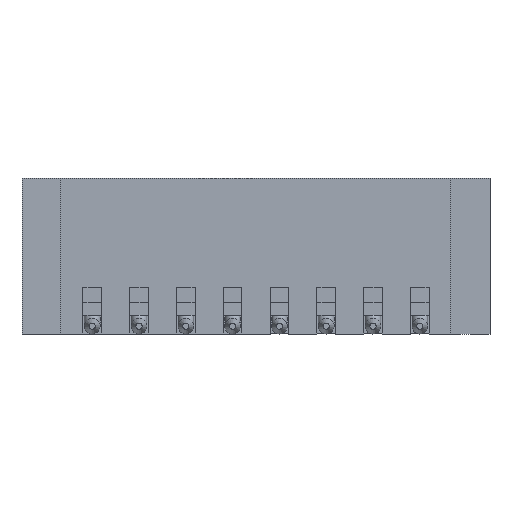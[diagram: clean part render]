
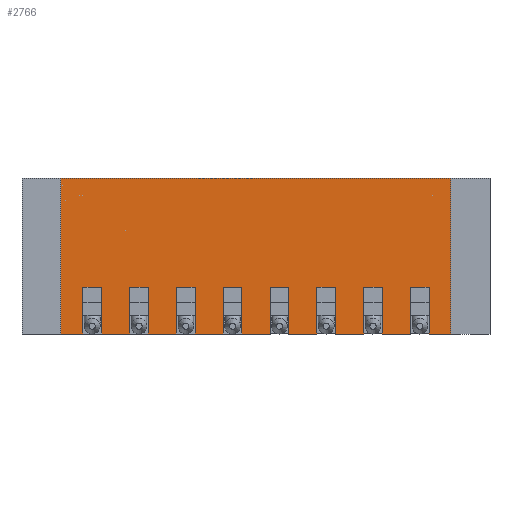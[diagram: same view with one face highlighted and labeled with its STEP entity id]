
A CAD part, front view. The second image highlights one B-rep face of the part: STEP entity #2766.
In plain terms, the highlighted planar face has unit normal (0, -1, 0).
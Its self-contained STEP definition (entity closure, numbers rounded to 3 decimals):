
#1420 = VERTEX_POINT('',#1421);
#1421 = CARTESIAN_POINT('',(6.25,-1.75,5.));
#1427 = EDGE_CURVE('',#1420,#1428,#1430,.T.);
#1428 = VERTEX_POINT('',#1429);
#1429 = CARTESIAN_POINT('',(-6.25,-1.75,5.));
#1430 = LINE('',#1431,#1432);
#1431 = CARTESIAN_POINT('',(6.25,-1.75,5.));
#1432 = VECTOR('',#1433,1.);
#1433 = DIRECTION('',(-1.,0.,0.));
#2377 = VERTEX_POINT('',#2378);
#2378 = CARTESIAN_POINT('',(6.25,-1.75,0.));
#2384 = EDGE_CURVE('',#1420,#2377,#2385,.T.);
#2385 = LINE('',#2386,#2387);
#2386 = CARTESIAN_POINT('',(6.25,-1.75,5.));
#2387 = VECTOR('',#2388,1.);
#2388 = DIRECTION('',(-0.,-0.,-1.));
#2747 = EDGE_CURVE('',#1428,#2748,#2750,.T.);
#2748 = VERTEX_POINT('',#2749);
#2749 = CARTESIAN_POINT('',(-6.25,-1.75,0.));
#2750 = LINE('',#2751,#2752);
#2751 = CARTESIAN_POINT('',(-6.25,-1.75,5.));
#2752 = VECTOR('',#2753,1.);
#2753 = DIRECTION('',(-0.,-0.,-1.));
#2766 = ADVANCED_FACE('',(#2767),#3034,.F.);
#2767 = FACE_BOUND('',#2768,.F.);
#2768 = EDGE_LOOP('',(#2769,#2770,#2771,#2779,#2787,#2795,#2803,#2811,
    #2819,#2827,#2835,#2843,#2851,#2859,#2867,#2875,#2883,#2891,#2899,
    #2907,#2915,#2923,#2931,#2939,#2947,#2955,#2963,#2971,#2979,#2987,
    #2995,#3003,#3011,#3019,#3027,#3033));
#2769 = ORIENTED_EDGE('',*,*,#1427,.F.);
#2770 = ORIENTED_EDGE('',*,*,#2384,.T.);
#2771 = ORIENTED_EDGE('',*,*,#2772,.F.);
#2772 = EDGE_CURVE('',#2773,#2377,#2775,.T.);
#2773 = VERTEX_POINT('',#2774);
#2774 = CARTESIAN_POINT('',(5.55,-1.75,0.));
#2775 = LINE('',#2776,#2777);
#2776 = CARTESIAN_POINT('',(3.125,-1.75,0.));
#2777 = VECTOR('',#2778,1.);
#2778 = DIRECTION('',(1.,0.,0.));
#2779 = ORIENTED_EDGE('',*,*,#2780,.T.);
#2780 = EDGE_CURVE('',#2773,#2781,#2783,.T.);
#2781 = VERTEX_POINT('',#2782);
#2782 = CARTESIAN_POINT('',(5.55,-1.75,1.5));
#2783 = LINE('',#2784,#2785);
#2784 = CARTESIAN_POINT('',(5.55,-1.75,3.25));
#2785 = VECTOR('',#2786,1.);
#2786 = DIRECTION('',(0.,0.,1.));
#2787 = ORIENTED_EDGE('',*,*,#2788,.T.);
#2788 = EDGE_CURVE('',#2781,#2789,#2791,.T.);
#2789 = VERTEX_POINT('',#2790);
#2790 = CARTESIAN_POINT('',(4.95,-1.75,1.5));
#2791 = LINE('',#2792,#2793);
#2792 = CARTESIAN_POINT('',(5.6,-1.75,1.5));
#2793 = VECTOR('',#2794,1.);
#2794 = DIRECTION('',(-1.,0.,0.));
#2795 = ORIENTED_EDGE('',*,*,#2796,.T.);
#2796 = EDGE_CURVE('',#2789,#2797,#2799,.T.);
#2797 = VERTEX_POINT('',#2798);
#2798 = CARTESIAN_POINT('',(4.95,-1.75,0.));
#2799 = LINE('',#2800,#2801);
#2800 = CARTESIAN_POINT('',(4.95,-1.75,2.5));
#2801 = VECTOR('',#2802,1.);
#2802 = DIRECTION('',(0.,0.,-1.));
#2803 = ORIENTED_EDGE('',*,*,#2804,.F.);
#2804 = EDGE_CURVE('',#2805,#2797,#2807,.T.);
#2805 = VERTEX_POINT('',#2806);
#2806 = CARTESIAN_POINT('',(4.05,-1.75,0.));
#2807 = LINE('',#2808,#2809);
#2808 = CARTESIAN_POINT('',(3.125,-1.75,0.));
#2809 = VECTOR('',#2810,1.);
#2810 = DIRECTION('',(1.,0.,0.));
#2811 = ORIENTED_EDGE('',*,*,#2812,.T.);
#2812 = EDGE_CURVE('',#2805,#2813,#2815,.T.);
#2813 = VERTEX_POINT('',#2814);
#2814 = CARTESIAN_POINT('',(4.05,-1.75,1.5));
#2815 = LINE('',#2816,#2817);
#2816 = CARTESIAN_POINT('',(4.05,-1.75,3.25));
#2817 = VECTOR('',#2818,1.);
#2818 = DIRECTION('',(0.,0.,1.));
#2819 = ORIENTED_EDGE('',*,*,#2820,.T.);
#2820 = EDGE_CURVE('',#2813,#2821,#2823,.T.);
#2821 = VERTEX_POINT('',#2822);
#2822 = CARTESIAN_POINT('',(3.45,-1.75,1.5));
#2823 = LINE('',#2824,#2825);
#2824 = CARTESIAN_POINT('',(4.85,-1.75,1.5));
#2825 = VECTOR('',#2826,1.);
#2826 = DIRECTION('',(-1.,0.,0.));
#2827 = ORIENTED_EDGE('',*,*,#2828,.T.);
#2828 = EDGE_CURVE('',#2821,#2829,#2831,.T.);
#2829 = VERTEX_POINT('',#2830);
#2830 = CARTESIAN_POINT('',(3.45,-1.75,0.));
#2831 = LINE('',#2832,#2833);
#2832 = CARTESIAN_POINT('',(3.45,-1.75,2.5));
#2833 = VECTOR('',#2834,1.);
#2834 = DIRECTION('',(0.,0.,-1.));
#2835 = ORIENTED_EDGE('',*,*,#2836,.F.);
#2836 = EDGE_CURVE('',#2837,#2829,#2839,.T.);
#2837 = VERTEX_POINT('',#2838);
#2838 = CARTESIAN_POINT('',(2.55,-1.75,0.));
#2839 = LINE('',#2840,#2841);
#2840 = CARTESIAN_POINT('',(3.125,-1.75,0.));
#2841 = VECTOR('',#2842,1.);
#2842 = DIRECTION('',(1.,0.,0.));
#2843 = ORIENTED_EDGE('',*,*,#2844,.T.);
#2844 = EDGE_CURVE('',#2837,#2845,#2847,.T.);
#2845 = VERTEX_POINT('',#2846);
#2846 = CARTESIAN_POINT('',(2.55,-1.75,1.5));
#2847 = LINE('',#2848,#2849);
#2848 = CARTESIAN_POINT('',(2.55,-1.75,3.25));
#2849 = VECTOR('',#2850,1.);
#2850 = DIRECTION('',(0.,0.,1.));
#2851 = ORIENTED_EDGE('',*,*,#2852,.T.);
#2852 = EDGE_CURVE('',#2845,#2853,#2855,.T.);
#2853 = VERTEX_POINT('',#2854);
#2854 = CARTESIAN_POINT('',(1.95,-1.75,1.5));
#2855 = LINE('',#2856,#2857);
#2856 = CARTESIAN_POINT('',(4.1,-1.75,1.5));
#2857 = VECTOR('',#2858,1.);
#2858 = DIRECTION('',(-1.,0.,0.));
#2859 = ORIENTED_EDGE('',*,*,#2860,.T.);
#2860 = EDGE_CURVE('',#2853,#2861,#2863,.T.);
#2861 = VERTEX_POINT('',#2862);
#2862 = CARTESIAN_POINT('',(1.95,-1.75,0.));
#2863 = LINE('',#2864,#2865);
#2864 = CARTESIAN_POINT('',(1.95,-1.75,2.5));
#2865 = VECTOR('',#2866,1.);
#2866 = DIRECTION('',(0.,0.,-1.));
#2867 = ORIENTED_EDGE('',*,*,#2868,.F.);
#2868 = EDGE_CURVE('',#2869,#2861,#2871,.T.);
#2869 = VERTEX_POINT('',#2870);
#2870 = CARTESIAN_POINT('',(1.05,-1.75,0.));
#2871 = LINE('',#2872,#2873);
#2872 = CARTESIAN_POINT('',(3.125,-1.75,0.));
#2873 = VECTOR('',#2874,1.);
#2874 = DIRECTION('',(1.,0.,0.));
#2875 = ORIENTED_EDGE('',*,*,#2876,.T.);
#2876 = EDGE_CURVE('',#2869,#2877,#2879,.T.);
#2877 = VERTEX_POINT('',#2878);
#2878 = CARTESIAN_POINT('',(1.05,-1.75,1.5));
#2879 = LINE('',#2880,#2881);
#2880 = CARTESIAN_POINT('',(1.05,-1.75,3.25));
#2881 = VECTOR('',#2882,1.);
#2882 = DIRECTION('',(0.,0.,1.));
#2883 = ORIENTED_EDGE('',*,*,#2884,.T.);
#2884 = EDGE_CURVE('',#2877,#2885,#2887,.T.);
#2885 = VERTEX_POINT('',#2886);
#2886 = CARTESIAN_POINT('',(0.45,-1.75,1.5));
#2887 = LINE('',#2888,#2889);
#2888 = CARTESIAN_POINT('',(3.35,-1.75,1.5));
#2889 = VECTOR('',#2890,1.);
#2890 = DIRECTION('',(-1.,0.,0.));
#2891 = ORIENTED_EDGE('',*,*,#2892,.T.);
#2892 = EDGE_CURVE('',#2885,#2893,#2895,.T.);
#2893 = VERTEX_POINT('',#2894);
#2894 = CARTESIAN_POINT('',(0.45,-1.75,0.));
#2895 = LINE('',#2896,#2897);
#2896 = CARTESIAN_POINT('',(0.45,-1.75,2.5));
#2897 = VECTOR('',#2898,1.);
#2898 = DIRECTION('',(0.,0.,-1.));
#2899 = ORIENTED_EDGE('',*,*,#2900,.F.);
#2900 = EDGE_CURVE('',#2901,#2893,#2903,.T.);
#2901 = VERTEX_POINT('',#2902);
#2902 = CARTESIAN_POINT('',(-0.45,-1.75,0.));
#2903 = LINE('',#2904,#2905);
#2904 = CARTESIAN_POINT('',(3.125,-1.75,0.));
#2905 = VECTOR('',#2906,1.);
#2906 = DIRECTION('',(1.,0.,0.));
#2907 = ORIENTED_EDGE('',*,*,#2908,.T.);
#2908 = EDGE_CURVE('',#2901,#2909,#2911,.T.);
#2909 = VERTEX_POINT('',#2910);
#2910 = CARTESIAN_POINT('',(-0.45,-1.75,1.5));
#2911 = LINE('',#2912,#2913);
#2912 = CARTESIAN_POINT('',(-0.45,-1.75,3.25));
#2913 = VECTOR('',#2914,1.);
#2914 = DIRECTION('',(0.,0.,1.));
#2915 = ORIENTED_EDGE('',*,*,#2916,.T.);
#2916 = EDGE_CURVE('',#2909,#2917,#2919,.T.);
#2917 = VERTEX_POINT('',#2918);
#2918 = CARTESIAN_POINT('',(-1.05,-1.75,1.5));
#2919 = LINE('',#2920,#2921);
#2920 = CARTESIAN_POINT('',(2.6,-1.75,1.5));
#2921 = VECTOR('',#2922,1.);
#2922 = DIRECTION('',(-1.,0.,0.));
#2923 = ORIENTED_EDGE('',*,*,#2924,.T.);
#2924 = EDGE_CURVE('',#2917,#2925,#2927,.T.);
#2925 = VERTEX_POINT('',#2926);
#2926 = CARTESIAN_POINT('',(-1.05,-1.75,0.));
#2927 = LINE('',#2928,#2929);
#2928 = CARTESIAN_POINT('',(-1.05,-1.75,2.5));
#2929 = VECTOR('',#2930,1.);
#2930 = DIRECTION('',(0.,0.,-1.));
#2931 = ORIENTED_EDGE('',*,*,#2932,.F.);
#2932 = EDGE_CURVE('',#2933,#2925,#2935,.T.);
#2933 = VERTEX_POINT('',#2934);
#2934 = CARTESIAN_POINT('',(-1.95,-1.75,0.));
#2935 = LINE('',#2936,#2937);
#2936 = CARTESIAN_POINT('',(3.125,-1.75,0.));
#2937 = VECTOR('',#2938,1.);
#2938 = DIRECTION('',(1.,0.,0.));
#2939 = ORIENTED_EDGE('',*,*,#2940,.T.);
#2940 = EDGE_CURVE('',#2933,#2941,#2943,.T.);
#2941 = VERTEX_POINT('',#2942);
#2942 = CARTESIAN_POINT('',(-1.95,-1.75,1.5));
#2943 = LINE('',#2944,#2945);
#2944 = CARTESIAN_POINT('',(-1.95,-1.75,3.25));
#2945 = VECTOR('',#2946,1.);
#2946 = DIRECTION('',(0.,0.,1.));
#2947 = ORIENTED_EDGE('',*,*,#2948,.T.);
#2948 = EDGE_CURVE('',#2941,#2949,#2951,.T.);
#2949 = VERTEX_POINT('',#2950);
#2950 = CARTESIAN_POINT('',(-2.55,-1.75,1.5));
#2951 = LINE('',#2952,#2953);
#2952 = CARTESIAN_POINT('',(1.85,-1.75,1.5));
#2953 = VECTOR('',#2954,1.);
#2954 = DIRECTION('',(-1.,0.,0.));
#2955 = ORIENTED_EDGE('',*,*,#2956,.T.);
#2956 = EDGE_CURVE('',#2949,#2957,#2959,.T.);
#2957 = VERTEX_POINT('',#2958);
#2958 = CARTESIAN_POINT('',(-2.55,-1.75,0.));
#2959 = LINE('',#2960,#2961);
#2960 = CARTESIAN_POINT('',(-2.55,-1.75,2.5));
#2961 = VECTOR('',#2962,1.);
#2962 = DIRECTION('',(0.,0.,-1.));
#2963 = ORIENTED_EDGE('',*,*,#2964,.F.);
#2964 = EDGE_CURVE('',#2965,#2957,#2967,.T.);
#2965 = VERTEX_POINT('',#2966);
#2966 = CARTESIAN_POINT('',(-3.45,-1.75,0.));
#2967 = LINE('',#2968,#2969);
#2968 = CARTESIAN_POINT('',(3.125,-1.75,0.));
#2969 = VECTOR('',#2970,1.);
#2970 = DIRECTION('',(1.,0.,0.));
#2971 = ORIENTED_EDGE('',*,*,#2972,.T.);
#2972 = EDGE_CURVE('',#2965,#2973,#2975,.T.);
#2973 = VERTEX_POINT('',#2974);
#2974 = CARTESIAN_POINT('',(-3.45,-1.75,1.5));
#2975 = LINE('',#2976,#2977);
#2976 = CARTESIAN_POINT('',(-3.45,-1.75,3.25));
#2977 = VECTOR('',#2978,1.);
#2978 = DIRECTION('',(0.,0.,1.));
#2979 = ORIENTED_EDGE('',*,*,#2980,.T.);
#2980 = EDGE_CURVE('',#2973,#2981,#2983,.T.);
#2981 = VERTEX_POINT('',#2982);
#2982 = CARTESIAN_POINT('',(-4.05,-1.75,1.5));
#2983 = LINE('',#2984,#2985);
#2984 = CARTESIAN_POINT('',(1.1,-1.75,1.5));
#2985 = VECTOR('',#2986,1.);
#2986 = DIRECTION('',(-1.,0.,0.));
#2987 = ORIENTED_EDGE('',*,*,#2988,.T.);
#2988 = EDGE_CURVE('',#2981,#2989,#2991,.T.);
#2989 = VERTEX_POINT('',#2990);
#2990 = CARTESIAN_POINT('',(-4.05,-1.75,0.));
#2991 = LINE('',#2992,#2993);
#2992 = CARTESIAN_POINT('',(-4.05,-1.75,2.5));
#2993 = VECTOR('',#2994,1.);
#2994 = DIRECTION('',(0.,0.,-1.));
#2995 = ORIENTED_EDGE('',*,*,#2996,.F.);
#2996 = EDGE_CURVE('',#2997,#2989,#2999,.T.);
#2997 = VERTEX_POINT('',#2998);
#2998 = CARTESIAN_POINT('',(-4.95,-1.75,0.));
#2999 = LINE('',#3000,#3001);
#3000 = CARTESIAN_POINT('',(3.125,-1.75,0.));
#3001 = VECTOR('',#3002,1.);
#3002 = DIRECTION('',(1.,0.,0.));
#3003 = ORIENTED_EDGE('',*,*,#3004,.T.);
#3004 = EDGE_CURVE('',#2997,#3005,#3007,.T.);
#3005 = VERTEX_POINT('',#3006);
#3006 = CARTESIAN_POINT('',(-4.95,-1.75,1.5));
#3007 = LINE('',#3008,#3009);
#3008 = CARTESIAN_POINT('',(-4.95,-1.75,3.25));
#3009 = VECTOR('',#3010,1.);
#3010 = DIRECTION('',(0.,0.,1.));
#3011 = ORIENTED_EDGE('',*,*,#3012,.T.);
#3012 = EDGE_CURVE('',#3005,#3013,#3015,.T.);
#3013 = VERTEX_POINT('',#3014);
#3014 = CARTESIAN_POINT('',(-5.55,-1.75,1.5));
#3015 = LINE('',#3016,#3017);
#3016 = CARTESIAN_POINT('',(0.35,-1.75,1.5));
#3017 = VECTOR('',#3018,1.);
#3018 = DIRECTION('',(-1.,0.,0.));
#3019 = ORIENTED_EDGE('',*,*,#3020,.T.);
#3020 = EDGE_CURVE('',#3013,#3021,#3023,.T.);
#3021 = VERTEX_POINT('',#3022);
#3022 = CARTESIAN_POINT('',(-5.55,-1.75,0.));
#3023 = LINE('',#3024,#3025);
#3024 = CARTESIAN_POINT('',(-5.55,-1.75,2.5));
#3025 = VECTOR('',#3026,1.);
#3026 = DIRECTION('',(0.,0.,-1.));
#3027 = ORIENTED_EDGE('',*,*,#3028,.F.);
#3028 = EDGE_CURVE('',#2748,#3021,#3029,.T.);
#3029 = LINE('',#3030,#3031);
#3030 = CARTESIAN_POINT('',(3.125,-1.75,0.));
#3031 = VECTOR('',#3032,1.);
#3032 = DIRECTION('',(1.,0.,0.));
#3033 = ORIENTED_EDGE('',*,*,#2747,.F.);
#3034 = PLANE('',#3035);
#3035 = AXIS2_PLACEMENT_3D('',#3036,#3037,#3038);
#3036 = CARTESIAN_POINT('',(6.25,-1.75,5.));
#3037 = DIRECTION('',(0.,1.,0.));
#3038 = DIRECTION('',(-1.,0.,0.));
